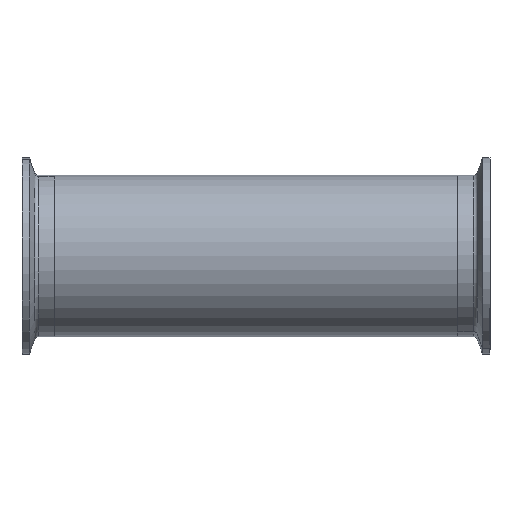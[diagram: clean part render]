
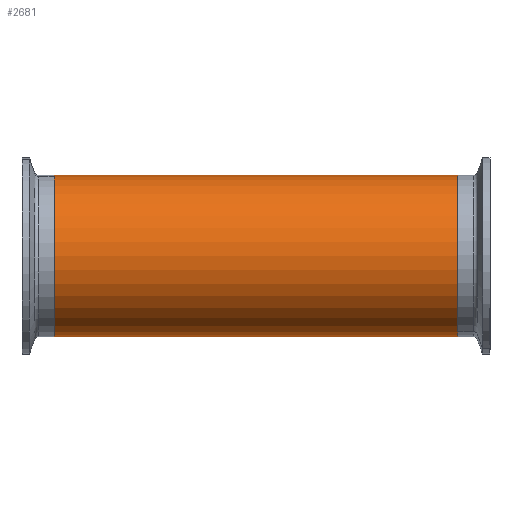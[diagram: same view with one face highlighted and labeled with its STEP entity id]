
A CAD part, front view. The second image highlights one B-rep face of the part: STEP entity #2681.
In plain terms, the highlighted cylindrical face has radius 31.75 mm (diameter 63.5 mm), a partial arc.
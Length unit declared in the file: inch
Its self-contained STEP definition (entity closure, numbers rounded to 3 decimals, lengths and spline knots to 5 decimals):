
#236 = LINE ( 'NONE', #2102, #1305 ) ;
#284 = EDGE_CURVE ( 'NONE', #490, #2755, #854, .T. ) ;
#293 = DIRECTION ( 'NONE',  ( 0., 0., -1. ) ) ;
#354 = CARTESIAN_POINT ( 'NONE',  ( 3.12598, 0., 1.25 ) ) ;
#372 = AXIS2_PLACEMENT_3D ( 'NONE', #1095, #878, #2447 ) ;
#490 = VERTEX_POINT ( 'NONE', #354 ) ;
#491 = CIRCLE ( 'NONE', #2908, 1.25 ) ;
#503 = ORIENTED_EDGE ( 'NONE', *, *, #1406, .T. ) ;
#508 = DIRECTION ( 'NONE',  ( 0., 0., -1. ) ) ;
#546 = CARTESIAN_POINT ( 'NONE',  ( 3.12598, 0., -1.25 ) ) ;
#588 = ORIENTED_EDGE ( 'NONE', *, *, #284, .F. ) ;
#707 = ORIENTED_EDGE ( 'NONE', *, *, #1918, .F. ) ;
#754 = DIRECTION ( 'NONE',  ( -1., 0., 0. ) ) ;
#818 = VECTOR ( 'NONE', #1113, 39.37008 ) ;
#854 = CIRCLE ( 'NONE', #1046, 1.25 ) ;
#878 = DIRECTION ( 'NONE',  ( -1., 0., 0. ) ) ;
#891 = EDGE_LOOP ( 'NONE', ( #707, #588, #503, #1188 ) ) ;
#970 = DIRECTION ( 'NONE',  ( 1., 0., 0. ) ) ;
#1021 = EDGE_CURVE ( 'NONE', #2253, #1516, #491, .T. ) ;
#1046 = AXIS2_PLACEMENT_3D ( 'NONE', #1855, #1423, #508 ) ;
#1095 = CARTESIAN_POINT ( 'NONE',  ( 3.12598, 0., 0. ) ) ;
#1113 = DIRECTION ( 'NONE',  ( -1., 0., 0. ) ) ;
#1188 = ORIENTED_EDGE ( 'NONE', *, *, #1021, .T. ) ;
#1305 = VECTOR ( 'NONE', #754, 39.37008 ) ;
#1330 = CARTESIAN_POINT ( 'NONE',  ( 3.12598, 0., -1.25 ) ) ;
#1382 = FACE_OUTER_BOUND ( 'NONE', #891, .T. ) ;
#1406 = EDGE_CURVE ( 'NONE', #490, #2253, #236, .T. ) ;
#1423 = DIRECTION ( 'NONE',  ( 1., 0., 0. ) ) ;
#1516 = VERTEX_POINT ( 'NONE', #2592 ) ;
#1603 = CYLINDRICAL_SURFACE ( 'NONE', #372, 1.25 ) ;
#1855 = CARTESIAN_POINT ( 'NONE',  ( 3.12598, 0., 0. ) ) ;
#1918 = EDGE_CURVE ( 'NONE', #2755, #1516, #2742, .T. ) ;
#2102 = CARTESIAN_POINT ( 'NONE',  ( 3.12598, 0., 1.25 ) ) ;
#2253 = VERTEX_POINT ( 'NONE', #2699 ) ;
#2299 = CARTESIAN_POINT ( 'NONE',  ( -3.12598, 0., 0. ) ) ;
#2447 = DIRECTION ( 'NONE',  ( 0., 0., 1. ) ) ;
#2592 = CARTESIAN_POINT ( 'NONE',  ( -3.12598, 0., -1.25 ) ) ;
#2681 = ADVANCED_FACE ( 'NONE', ( #1382 ), #1603, .T. ) ;
#2699 = CARTESIAN_POINT ( 'NONE',  ( -3.12598, 0., 1.25 ) ) ;
#2742 = LINE ( 'NONE', #1330, #818 ) ;
#2755 = VERTEX_POINT ( 'NONE', #546 ) ;
#2908 = AXIS2_PLACEMENT_3D ( 'NONE', #2299, #970, #293 ) ;
